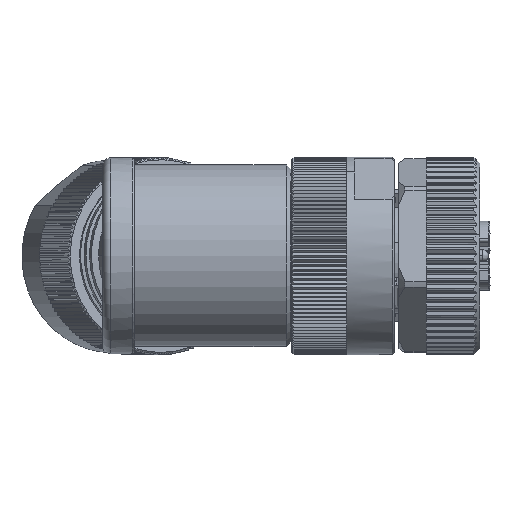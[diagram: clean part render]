
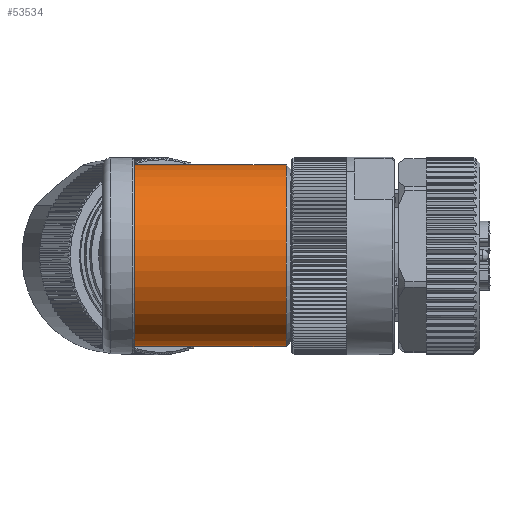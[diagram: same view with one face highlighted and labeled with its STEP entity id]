
A CAD part, top view. The second image highlights one B-rep face of the part: STEP entity #53534.
In plain terms, the highlighted cylindrical face has radius 11.5 mm (diameter 23 mm), a partial arc.
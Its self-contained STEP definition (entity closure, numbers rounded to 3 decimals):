
#17251=CARTESIAN_POINT('',(0.9,0.,0.));
#17252=DIRECTION('',(1.,0.,0.));
#17253=DIRECTION('',(0.,1.,0.));
#17254=AXIS2_PLACEMENT_3D('',#17251,#17252,#17253);
#17290=DIRECTION('',(1.,0.,0.));
#17291=VECTOR('',#17290,19.2);
#17292=CARTESIAN_POINT('',(-18.3,-11.5,0.));
#17293=LINE('',#17292,#17291);
#17297=DIRECTION('',(-1.,0.,0.));
#17298=VECTOR('',#17297,19.2);
#17299=CARTESIAN_POINT('',(0.9,11.5,0.));
#17300=LINE('',#17299,#17298);
#17312=CARTESIAN_POINT('',(-18.3,0.,0.));
#17313=DIRECTION('',(-1.,0.,0.));
#17314=DIRECTION('',(0.,-1.,0.));
#17315=AXIS2_PLACEMENT_3D('',#17312,#17313,#17314);
#36477=CARTESIAN_POINT('',(0.9,-11.5,0.));
#36479=VERTEX_POINT('',#36477);
#36483=CARTESIAN_POINT('',(0.9,11.5,0.));
#36484=VERTEX_POINT('',#36483);
#36503=CARTESIAN_POINT('',(-18.3,-11.5,0.));
#36504=VERTEX_POINT('',#36503);
#36505=CARTESIAN_POINT('',(-18.3,11.5,0.));
#36506=VERTEX_POINT('',#36505);
#53522=CARTESIAN_POINT('',(-7.1,0.,0.));
#53523=DIRECTION('',(1.,0.,0.));
#53524=DIRECTION('',(0.,-1.,0.));
#53525=AXIS2_PLACEMENT_3D('',#53522,#53523,#53524);
#53526=CYLINDRICAL_SURFACE('',#53525,11.5);
#53527=ORIENTED_EDGE('',*,*,#53506,.F.);
#53529=ORIENTED_EDGE('',*,*,#53528,.T.);
#53530=ORIENTED_EDGE('',*,*,#53509,.F.);
#53531=ORIENTED_EDGE('',*,*,#53480,.T.);
#53532=EDGE_LOOP('',(#53527,#53529,#53530,#53531));
#53533=FACE_OUTER_BOUND('',#53532,.F.);
#53534=ADVANCED_FACE('',(#53533),#53526,.T.);
#17255=CIRCLE('',#17254,11.5);
#17316=CIRCLE('',#17315,11.5);
#53480=EDGE_CURVE('',#36484,#36479,#17255,.T.);
#53506=EDGE_CURVE('',#36504,#36479,#17293,.T.);
#53509=EDGE_CURVE('',#36484,#36506,#17300,.T.);
#53528=EDGE_CURVE('',#36504,#36506,#17316,.T.);
